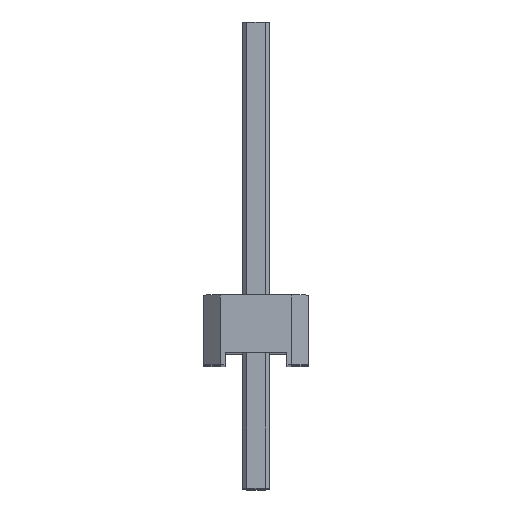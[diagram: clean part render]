
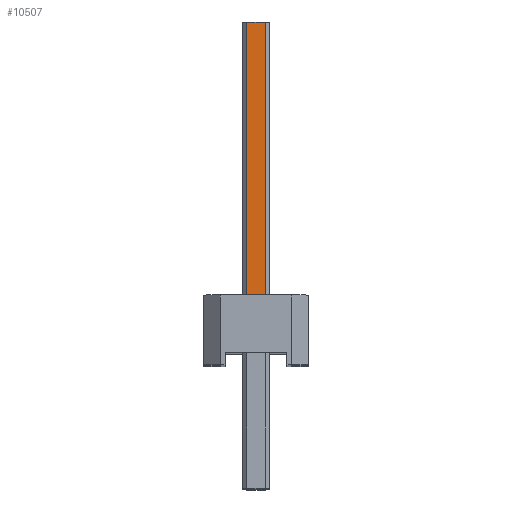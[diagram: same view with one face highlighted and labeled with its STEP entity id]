
A CAD part, top view. The second image highlights one B-rep face of the part: STEP entity #10507.
In plain terms, the highlighted planar face has unit normal (0, 0, 1).
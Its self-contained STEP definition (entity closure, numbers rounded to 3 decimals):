
#236 = VERTEX_POINT ( 'NONE', #4042 ) ;
#240 = CARTESIAN_POINT ( 'NONE',  ( -0.22, 8.34, 23.18 ) ) ;
#274 = CARTESIAN_POINT ( 'NONE',  ( 0.22, 1.7, 23.18 ) ) ;
#389 = CARTESIAN_POINT ( 'NONE',  ( -0.22, -3., 23.18 ) ) ;
#415 = VECTOR ( 'NONE', #2074, 1000. ) ;
#1174 = EDGE_LOOP ( 'NONE', ( #8841, #3046, #8222, #8356 ) ) ;
#1770 = CARTESIAN_POINT ( 'NONE',  ( -0.22, -3., 23.18 ) ) ;
#2074 = DIRECTION ( 'NONE',  ( 0., 1., 0. ) ) ;
#2606 = DIRECTION ( 'NONE',  ( 1., 0., 0. ) ) ;
#2611 = VERTEX_POINT ( 'NONE', #274 ) ;
#2855 = EDGE_CURVE ( 'NONE', #4235, #2611, #5407, .T. ) ;
#3046 = ORIENTED_EDGE ( 'NONE', *, *, #2855, .T. ) ;
#3058 = VECTOR ( 'NONE', #5336, 1000. ) ;
#3418 = PLANE ( 'NONE',  #8438 ) ;
#4042 = CARTESIAN_POINT ( 'NONE',  ( -0.22, 8.34, 23.18 ) ) ;
#4119 = CARTESIAN_POINT ( 'NONE',  ( 0.22, -3., 23.18 ) ) ;
#4235 = VERTEX_POINT ( 'NONE', #8967 ) ;
#4360 = EDGE_CURVE ( 'NONE', #2611, #9653, #7713, .T. ) ;
#5318 = LINE ( 'NONE', #240, #3058 ) ;
#5336 = DIRECTION ( 'NONE',  ( 1., 0., 0. ) ) ;
#5407 = LINE ( 'NONE', #10162, #7409 ) ;
#5708 = FACE_OUTER_BOUND ( 'NONE', #1174, .T. ) ;
#6380 = CARTESIAN_POINT ( 'NONE',  ( 0.22, 8.34, 23.18 ) ) ;
#7409 = VECTOR ( 'NONE', #7658, 1000. ) ;
#7658 = DIRECTION ( 'NONE',  ( 1., 0., 0. ) ) ;
#7702 = DIRECTION ( 'NONE',  ( 0., 0., 1. ) ) ;
#7713 = LINE ( 'NONE', #4119, #7967 ) ;
#7720 = EDGE_CURVE ( 'NONE', #4235, #236, #9434, .T. ) ;
#7967 = VECTOR ( 'NONE', #10918, 1000. ) ;
#8222 = ORIENTED_EDGE ( 'NONE', *, *, #4360, .T. ) ;
#8356 = ORIENTED_EDGE ( 'NONE', *, *, #9526, .F. ) ;
#8438 = AXIS2_PLACEMENT_3D ( 'NONE', #1770, #7702, #2606 ) ;
#8841 = ORIENTED_EDGE ( 'NONE', *, *, #7720, .F. ) ;
#8967 = CARTESIAN_POINT ( 'NONE',  ( -0.22, 1.7, 23.18 ) ) ;
#9434 = LINE ( 'NONE', #389, #415 ) ;
#9526 = EDGE_CURVE ( 'NONE', #236, #9653, #5318, .T. ) ;
#9653 = VERTEX_POINT ( 'NONE', #6380 ) ;
#10162 = CARTESIAN_POINT ( 'NONE',  ( 0., 1.7, 23.18 ) ) ;
#10507 = ADVANCED_FACE ( 'NONE', ( #5708 ), #3418, .T. ) ;
#10918 = DIRECTION ( 'NONE',  ( 0., 1., 0. ) ) ;
